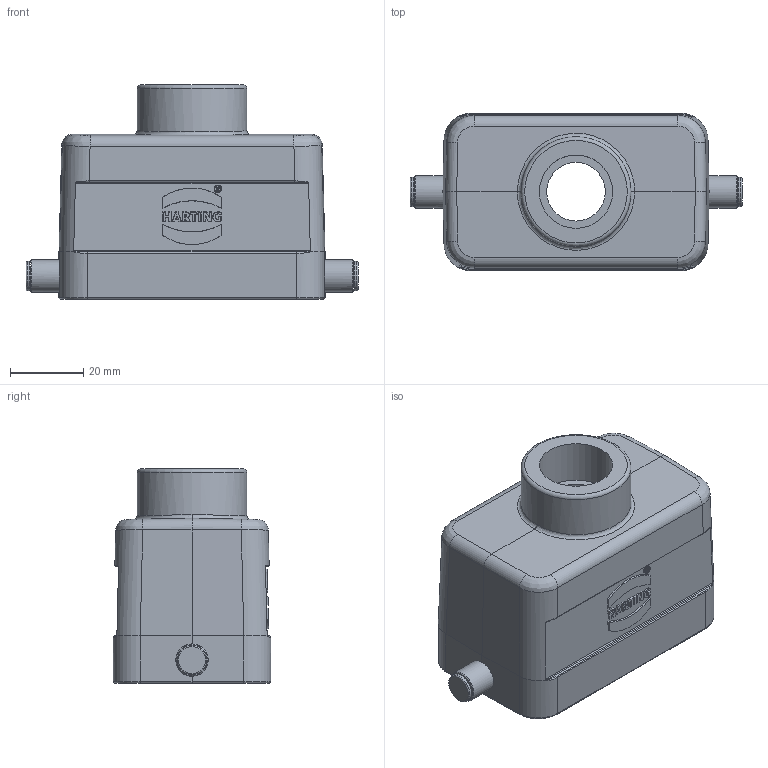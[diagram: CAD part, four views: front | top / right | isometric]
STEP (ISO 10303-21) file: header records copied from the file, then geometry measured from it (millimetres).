
FILE_DESCRIPTION(/* description */ (''),/* implementation_level */ '2;1');
FILE_NAME(/* name */ '100180426ugm000_c.stp',/* time_stamp */ '2017-10-25T12:36:05+02:00',/* author */ (''),/* organization */ (''),/* preprocessor_version */ 'ST-DEVELOPER v16',/* originating_system */ 'SIEMENS PLM Software NX 10.0',/* authorisation */ '');
FILE_SCHEMA (('AUTOMOTIVE_DESIGN { 1 0 10303 214 3 1 1 1 }'));
Length unit declared in the file: millimetre
Products named in the file (1): 100180426ugm000_c
Bounding box: 90.6 x 43 x 58.5 mm (x, y, z)
Volume: 47477.4 mm3; surface area: 26210.1 mm2
Topology: 1 solids, 1 shells, 292 faces, 743 edges, 483 vertices
Faces by surface type: plane 151, cylinder 77, bspline 50, torus 10, cone 4
Full cylindrical faces by diameter (mm): 3 x4, 8 x2, 8.8 x2, 16 x1, 20 x1, 30 x1
Entity records: 11280 total; most frequent: CARTESIAN_POINT 3874, ORIENTED_EDGE 1394, DIRECTION 1293, EDGE_CURVE 697, VERTEX_POINT 454, AXIS2_PLACEMENT_3D 447, LINE 399, VECTOR 399
